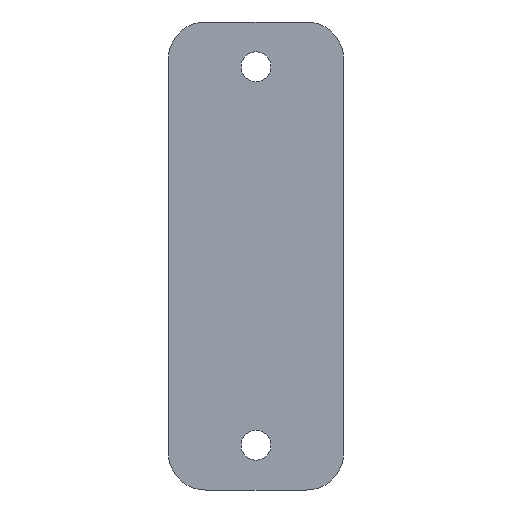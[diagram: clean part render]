
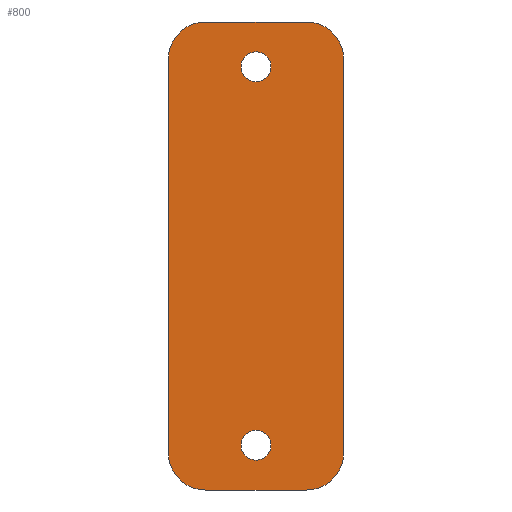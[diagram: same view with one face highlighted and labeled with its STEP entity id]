
A CAD part, left-side view. The second image highlights one B-rep face of the part: STEP entity #800.
In plain terms, the highlighted planar face has unit normal (-1, 0, 0).
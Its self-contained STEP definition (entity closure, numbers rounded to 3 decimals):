
#23=FACE_BOUND('',#152,.T.);
#24=FACE_BOUND('',#153,.T.);
#38=PLANE('',#921);
#96=FACE_OUTER_BOUND('',#151,.T.);
#151=EDGE_LOOP('',(#716,#717,#718,#719,#720,#721,#722,#723));
#152=EDGE_LOOP('',(#724));
#153=EDGE_LOOP('',(#725));
#166=LINE('',#1259,#221);
#177=LINE('',#1284,#232);
#191=LINE('',#1353,#246);
#195=LINE('',#1365,#250);
#221=VECTOR('',#998,10.);
#232=VECTOR('',#1017,10.);
#246=VECTOR('',#1103,10.);
#250=VECTOR('',#1117,10.);
#285=CIRCLE('',#848,5.);
#307=CIRCLE('',#885,5.);
#308=CIRCLE('',#888,5.);
#311=CIRCLE('',#895,5.);
#313=CIRCLE('',#899,2.);
#315=CIRCLE('',#903,2.);
#343=VERTEX_POINT('',#1256);
#344=VERTEX_POINT('',#1258);
#345=VERTEX_POINT('',#1262);
#354=VERTEX_POINT('',#1282);
#372=VERTEX_POINT('',#1347);
#373=VERTEX_POINT('',#1351);
#374=VERTEX_POINT('',#1355);
#376=VERTEX_POINT('',#1363);
#383=VERTEX_POINT('',#1385);
#385=VERTEX_POINT('',#1393);
#422=EDGE_CURVE('',#343,#344,#166,.T.);
#425=EDGE_CURVE('',#345,#343,#285,.T.);
#435=EDGE_CURVE('',#354,#345,#177,.T.);
#468=EDGE_CURVE('',#372,#354,#307,.T.);
#470=EDGE_CURVE('',#373,#372,#191,.T.);
#472=EDGE_CURVE('',#374,#373,#308,.T.);
#476=EDGE_CURVE('',#374,#376,#195,.T.);
#483=EDGE_CURVE('',#344,#376,#311,.T.);
#487=EDGE_CURVE('',#383,#383,#313,.T.);
#491=EDGE_CURVE('',#385,#385,#315,.T.);
#716=ORIENTED_EDGE('',*,*,#468,.F.);
#717=ORIENTED_EDGE('',*,*,#470,.F.);
#718=ORIENTED_EDGE('',*,*,#472,.F.);
#719=ORIENTED_EDGE('',*,*,#476,.T.);
#720=ORIENTED_EDGE('',*,*,#483,.F.);
#721=ORIENTED_EDGE('',*,*,#422,.F.);
#722=ORIENTED_EDGE('',*,*,#425,.F.);
#723=ORIENTED_EDGE('',*,*,#435,.F.);
#724=ORIENTED_EDGE('',*,*,#487,.T.);
#725=ORIENTED_EDGE('',*,*,#491,.T.);
#800=ADVANCED_FACE('',(#96,#23,#24),#38,.T.);
#848=AXIS2_PLACEMENT_3D('',#1264,#1003,#1004);
#885=AXIS2_PLACEMENT_3D('',#1349,#1098,#1099);
#888=AXIS2_PLACEMENT_3D('',#1357,#1107,#1108);
#895=AXIS2_PLACEMENT_3D('',#1379,#1129,#1130);
#899=AXIS2_PLACEMENT_3D('',#1387,#1139,#1140);
#903=AXIS2_PLACEMENT_3D('',#1395,#1149,#1150);
#921=AXIS2_PLACEMENT_3D('',#1423,#1190,#1191);
#998=DIRECTION('',(0.,-1.,0.));
#1003=DIRECTION('center_axis',(1.,0.,0.));
#1004=DIRECTION('ref_axis',(0.,0.707,0.707));
#1017=DIRECTION('',(0.,0.,1.));
#1098=DIRECTION('center_axis',(1.,0.,0.));
#1099=DIRECTION('ref_axis',(0.,0.707,-0.707));
#1103=DIRECTION('',(0.,1.,0.));
#1107=DIRECTION('center_axis',(1.,0.,0.));
#1108=DIRECTION('ref_axis',(0.,-0.707,-0.707));
#1117=DIRECTION('',(0.,0.,1.));
#1129=DIRECTION('center_axis',(1.,0.,0.));
#1130=DIRECTION('ref_axis',(0.,-0.707,0.707));
#1139=DIRECTION('center_axis',(1.,0.,0.));
#1140=DIRECTION('ref_axis',(0.,1.,0.));
#1149=DIRECTION('center_axis',(1.,0.,0.));
#1150=DIRECTION('ref_axis',(0.,1.,0.));
#1190=DIRECTION('center_axis',(-1.,0.,0.));
#1191=DIRECTION('ref_axis',(0.,-1.,0.));
#1256=CARTESIAN_POINT('',(-75.,5.856,33.26));
#1258=CARTESIAN_POINT('',(-75.,-7.65,33.26));
#1259=CARTESIAN_POINT('',(-75.,10.856,33.26));
#1262=CARTESIAN_POINT('',(-75.,10.856,28.26));
#1264=CARTESIAN_POINT('Origin',(-75.,5.856,28.26));
#1282=CARTESIAN_POINT('',(-75.,10.856,-24.46));
#1284=CARTESIAN_POINT('',(-75.,10.856,8.26));
#1347=CARTESIAN_POINT('',(-75.,5.856,-29.46));
#1349=CARTESIAN_POINT('Origin',(-75.,5.856,-24.46));
#1351=CARTESIAN_POINT('',(-75.,-7.65,-29.46));
#1353=CARTESIAN_POINT('',(-75.,-12.65,-29.46));
#1355=CARTESIAN_POINT('',(-75.,-12.65,-24.46));
#1357=CARTESIAN_POINT('Origin',(-75.,-7.65,-24.46));
#1363=CARTESIAN_POINT('',(-75.,-12.65,28.26));
#1365=CARTESIAN_POINT('',(-75.,-12.65,8.26));
#1379=CARTESIAN_POINT('Origin',(-75.,-7.65,28.26));
#1385=CARTESIAN_POINT('',(-75.,-2.897,-23.46));
#1387=CARTESIAN_POINT('Origin',(-75.,-0.897,-23.46));
#1393=CARTESIAN_POINT('',(-75.,-2.897,27.26));
#1395=CARTESIAN_POINT('Origin',(-75.,-0.897,27.26));
#1423=CARTESIAN_POINT('Origin',(-75.,10.856,8.26));
